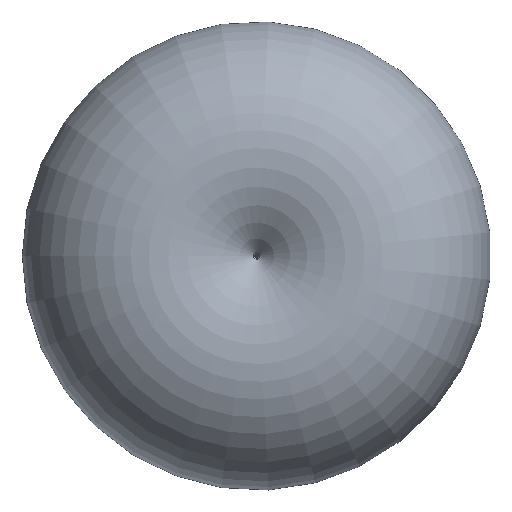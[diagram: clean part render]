
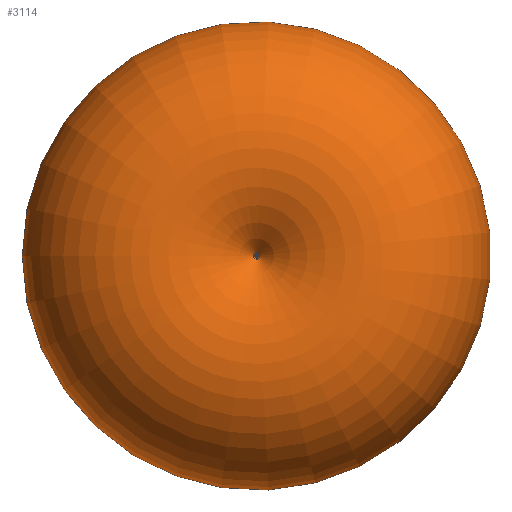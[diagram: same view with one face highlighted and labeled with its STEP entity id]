
A CAD part, left-side view. The second image highlights one B-rep face of the part: STEP entity #3114.
In plain terms, the highlighted toroidal (fillet/blend) face has major radius 109.514 mm and minor radius 143.514 mm.
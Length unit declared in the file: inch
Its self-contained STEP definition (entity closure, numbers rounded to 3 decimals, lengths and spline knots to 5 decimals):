
#791=DEGENERATE_TOROIDAL_SURFACE('',#3375,4.3116,5.65018,
 .F.);
#1127=CIRCLE('',#3198,5.65018);
#1144=CIRCLE('',#3225,5.65018);
#1291=B_SPLINE_CURVE_WITH_KNOTS('',3,(#5837,#5838,#5839,#5840,#5841,#5842,
#5843,#5844,#5845,#5846,#5847,#5848),.UNSPECIFIED.,.F.,.U.,(4,2,2,2,2,4),
(0.,2.59639,5.22412,7.29427,8.78895,
9.72312),.UNSPECIFIED.);
#1298=B_SPLINE_CURVE_WITH_KNOTS('',3,(#6143,#6144,#6145,#6146,#6147,#6148,
#6149,#6150,#6151,#6152,#6153,#6154),.UNSPECIFIED.,.F.,.U.,(4,2,2,2,2,4),
(-9.72312,-7.12673,-4.499,-2.42885,
-0.93417,0.),.UNSPECIFIED.);
#1345=VERTEX_POINT('',#4537);
#1355=VERTEX_POINT('',#4631);
#1392=VERTEX_POINT('',#5360);
#1393=VERTEX_POINT('',#5362);
#1608=EDGE_CURVE('',#1355,#1345,#1127,.T.);
#1658=EDGE_CURVE('',#1392,#1393,#1144,.T.);
#1675=EDGE_CURVE('',#1393,#1355,#1291,.F.);
#1691=EDGE_CURVE('',#1345,#1392,#1298,.T.);
#2422=ORIENTED_EDGE('',*,*,#1675,.F.);
#2423=ORIENTED_EDGE('',*,*,#1658,.F.);
#2424=ORIENTED_EDGE('',*,*,#1691,.F.);
#2425=ORIENTED_EDGE('',*,*,#1608,.F.);
#2698=EDGE_LOOP('',(#2422,#2423,#2424,#2425));
#2906=FACE_BOUND('',#2698,.T.);
#3114=ADVANCED_FACE('',(#2906),#791,.T.);
#3198=AXIS2_PLACEMENT_3D('',#4632,#3531,#3532);
#3225=AXIS2_PLACEMENT_3D('',#5361,#3596,#3597);
#3375=AXIS2_PLACEMENT_3D('',#7056,#3931,$);
#3531=DIRECTION('',(0.,0.,-1.));
#3532=DIRECTION('',(5.65,0.,0.));
#3596=DIRECTION('',(0.,0.,-1.));
#3597=DIRECTION('',(-5.65,0.,0.));
#3931=DIRECTION('',(-1.,0.,0.));
#4537=CARTESIAN_POINT('',(-0.5413,-1.31259,1.43701));
#4631=CARTESIAN_POINT('',(0.5413,-1.31259,1.43701));
#4632=CARTESIAN_POINT('',(0.,4.3116,1.43701));
#5360=CARTESIAN_POINT('',(-0.5413,1.31259,1.43701));
#5361=CARTESIAN_POINT('',(0.,-4.3116,1.43701));
#5362=CARTESIAN_POINT('',(0.5413,1.31259,1.43701));
#5837=CARTESIAN_POINT('',(0.5413,-1.31259,1.43701));
#5838=CARTESIAN_POINT('',(0.50018,-1.31655,1.80308));
#5839=CARTESIAN_POINT('',(0.45877,-1.15679,2.1715));
#5840=CARTESIAN_POINT('',(0.40273,-0.60991,2.67001));
#5841=CARTESIAN_POINT('',(0.38847,-0.22041,2.79677));
#5842=CARTESIAN_POINT('',(0.39727,0.44713,2.71855));
#5843=CARTESIAN_POINT('',(0.41283,0.72854,2.58013));
#5844=CARTESIAN_POINT('',(0.45316,1.08299,2.22143));
#5845=CARTESIAN_POINT('',(0.47435,1.1954,2.03283));
#5846=CARTESIAN_POINT('',(0.51146,1.29513,1.70259));
#5847=CARTESIAN_POINT('',(0.5265,1.31402,1.56872));
#5848=CARTESIAN_POINT('',(0.5413,1.31259,1.43701));
#6143=CARTESIAN_POINT('',(-0.5413,-1.31259,1.43701));
#6144=CARTESIAN_POINT('',(-0.50018,-1.31655,1.80308));
#6145=CARTESIAN_POINT('',(-0.45877,-1.15679,2.1715));
#6146=CARTESIAN_POINT('',(-0.40273,-0.60991,2.67001));
#6147=CARTESIAN_POINT('',(-0.38847,-0.22041,2.79677));
#6148=CARTESIAN_POINT('',(-0.39727,0.44713,2.71855));
#6149=CARTESIAN_POINT('',(-0.41283,0.72854,2.58013));
#6150=CARTESIAN_POINT('',(-0.45316,1.08299,2.22143));
#6151=CARTESIAN_POINT('',(-0.47435,1.1954,2.03283));
#6152=CARTESIAN_POINT('',(-0.51146,1.29513,1.70259));
#6153=CARTESIAN_POINT('',(-0.5265,1.31402,1.56872));
#6154=CARTESIAN_POINT('',(-0.5413,1.31259,1.43701));
#7056=CARTESIAN_POINT('',(0.,0.,1.43701));
